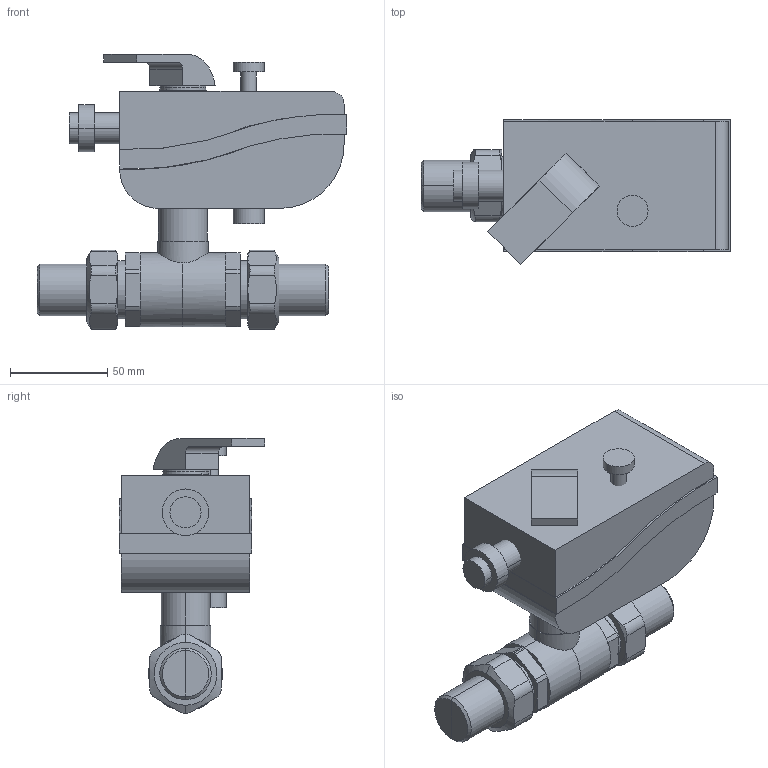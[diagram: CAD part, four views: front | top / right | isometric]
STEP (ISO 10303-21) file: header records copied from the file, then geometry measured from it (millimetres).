
FILE_DESCRIPTION(/* description */ (''),/* implementation_level */ '2;1');
FILE_NAME(/* name */ '638052 (STP).stp',/* time_stamp */ '2018-07-20T14:29:13+02:00',/* author */ ('ufftec'),/* organization */ (''),/* preprocessor_version */ 'ST-DEVELOPER v16.5',/* originating_system */ 'Autodesk Inventor 2017',/* authorisation */ '');
FILE_SCHEMA (('AUTOMOTIVE_DESIGN { 1 0 10303 214 3 1 1 }'));
Length unit declared in the file: millimetre
Products named in the file (1): 638052
Bounding box: 159.5 x 74.66 x 141.54 mm (x, y, z)
Volume: 612725 mm3; surface area: 97756.2 mm2
Topology: 8 solids, 8 shells, 211 faces, 471 edges, 285 vertices
Faces by surface type: plane 110, cylinder 77, cone 24
Entity records: 5678 total; most frequent: CARTESIAN_POINT 1446, DIRECTION 897, ORIENTED_EDGE 862, EDGE_CURVE 431, AXIS2_PLACEMENT_3D 352, VERTEX_POINT 265, EDGE_LOOP 200, LINE 193
